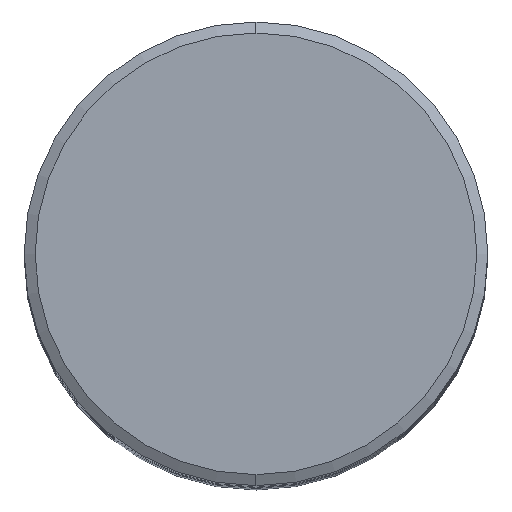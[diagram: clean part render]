
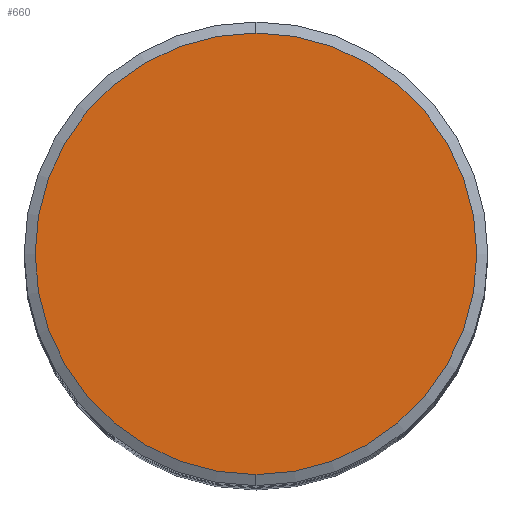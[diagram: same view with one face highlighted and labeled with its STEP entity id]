
A CAD part, top view. The second image highlights one B-rep face of the part: STEP entity #660.
In plain terms, the highlighted planar face has unit normal (0, 0, 1).
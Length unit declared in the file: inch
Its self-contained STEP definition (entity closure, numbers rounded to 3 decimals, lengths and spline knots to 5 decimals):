
#608 = AXIS2_PLACEMENT_3D ( 'NONE', #2853, #1836, #2083 ) ;
#660 = ADVANCED_FACE ( 'NONE', ( #2474 ), #1875, .T. ) ;
#733 = CARTESIAN_POINT ( 'NONE',  ( 0., 0., 8.40551 ) ) ;
#797 = DIRECTION ( 'NONE',  ( 0., 1., 0. ) ) ;
#978 = DIRECTION ( 'NONE',  ( 0., 0., -1. ) ) ;
#1151 = ORIENTED_EDGE ( 'NONE', *, *, #1728, .F. ) ;
#1678 = CARTESIAN_POINT ( 'NONE',  ( 0., -0.75, 8.40551 ) ) ;
#1728 = EDGE_CURVE ( 'NONE', #3032, #1907, #2415, .T. ) ;
#1836 = DIRECTION ( 'NONE',  ( 0., 0., 1. ) ) ;
#1845 = CARTESIAN_POINT ( 'NONE',  ( 0., 0.75, 8.40551 ) ) ;
#1875 = PLANE ( 'NONE',  #608 ) ;
#1907 = VERTEX_POINT ( 'NONE', #1845 ) ;
#1974 = CIRCLE ( 'NONE', #2191, 0.75 ) ;
#2083 = DIRECTION ( 'NONE',  ( 0., -1., 0. ) ) ;
#2191 = AXIS2_PLACEMENT_3D ( 'NONE', #2273, #2512, #797 ) ;
#2273 = CARTESIAN_POINT ( 'NONE',  ( 0., 0., 8.40551 ) ) ;
#2392 = AXIS2_PLACEMENT_3D ( 'NONE', #733, #978, #2704 ) ;
#2415 = CIRCLE ( 'NONE', #2392, 0.75 ) ;
#2437 = EDGE_CURVE ( 'NONE', #1907, #3032, #1974, .T. ) ;
#2474 = FACE_OUTER_BOUND ( 'NONE', #2594, .T. ) ;
#2512 = DIRECTION ( 'NONE',  ( 0., 0., -1. ) ) ;
#2594 = EDGE_LOOP ( 'NONE', ( #2757, #1151 ) ) ;
#2704 = DIRECTION ( 'NONE',  ( 0., 1., 0. ) ) ;
#2757 = ORIENTED_EDGE ( 'NONE', *, *, #2437, .F. ) ;
#2853 = CARTESIAN_POINT ( 'NONE',  ( 0.75, 0., 8.40551 ) ) ;
#3032 = VERTEX_POINT ( 'NONE', #1678 ) ;
